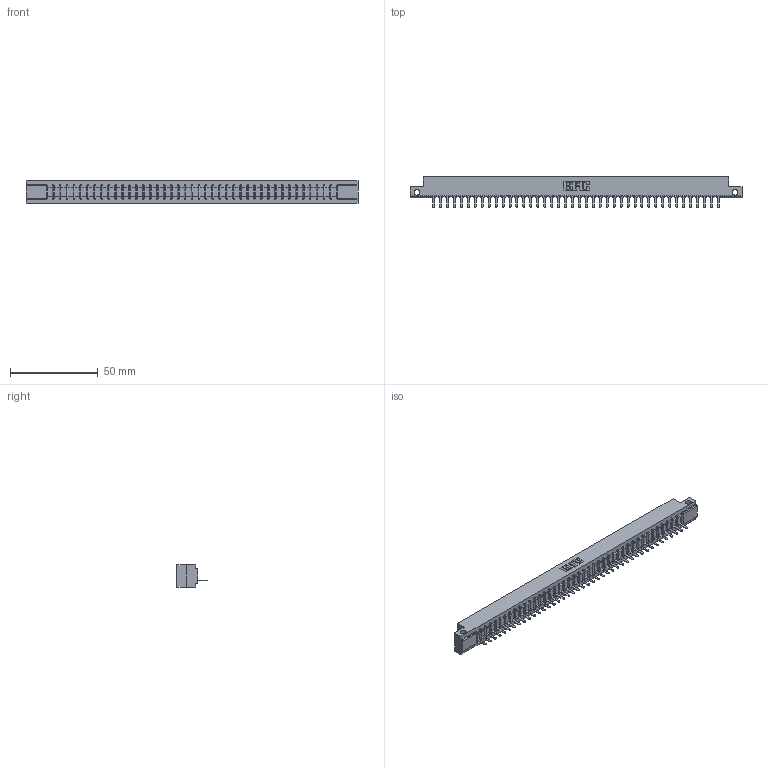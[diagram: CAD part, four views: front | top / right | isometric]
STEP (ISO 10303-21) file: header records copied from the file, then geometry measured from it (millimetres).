
FILE_DESCRIPTION (( 'STEP AP203' ), '1' );
FILE_NAME ('307-042-521-112.STEP', '2018-08-05T17:29:54', ( '' ), ( '' ), 'SwSTEP 2.0', 'SolidWorks 2016', '' );
FILE_SCHEMA (( 'CONFIG_CONTROL_DESIGN' ));
Length unit declared in the file: inch
Products named in the file (3): 307-290-002_521; 307-042-521-112; 307 Part_.128 Dia Side Mounting Holes
Assembly tree (43 placements, depth 2):
  307-042-521-112
    307 Part_.128 Dia Side Mounting Holes
    307-290-002_521  x42
Bounding box: 189.43 x 17.42 x 12.7 mm (x, y, z)
Volume: 20132.1 mm3; surface area: 25309.3 mm2
Topology: 43 solids, 43 shells, 3269 faces, 10067 edges, 6594 vertices
Faces by surface type: plane 1960, cylinder 1223, sphere 86
Entity records: 36726 total; most frequent: CARTESIAN_POINT 6196, ORIENTED_EDGE 6186, DIRECTION 6019, EDGE_CURVE 3093, LINE 2369, VECTOR 2369, VERTEX_POINT 2002, AXIS2_PLACEMENT_3D 1825
